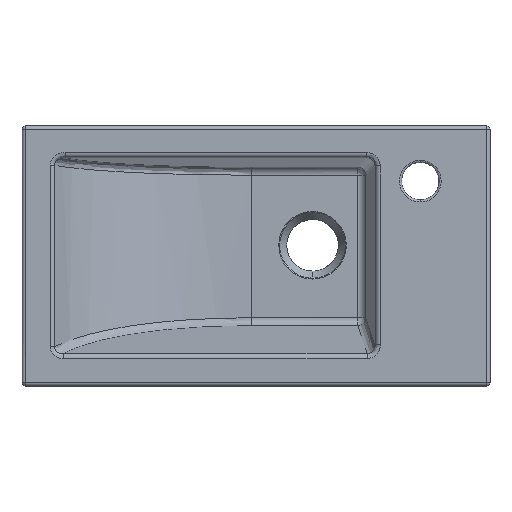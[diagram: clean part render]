
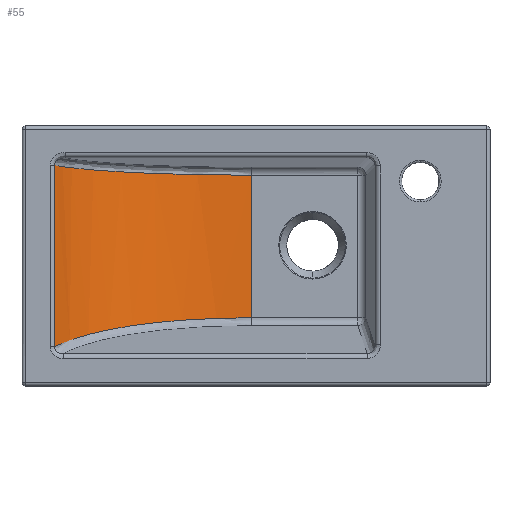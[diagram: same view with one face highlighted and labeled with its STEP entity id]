
A CAD part, top view. The second image highlights one B-rep face of the part: STEP entity #55.
In plain terms, the highlighted free-form (B-spline) face has degree [2, 3] with [5, 4] control points.
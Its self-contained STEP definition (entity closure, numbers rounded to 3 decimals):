
#55=ADVANCED_FACE('',(#204),#2167,.T.);
#204=FACE_OUTER_BOUND('',#356,.T.);
#356=EDGE_LOOP('',(#656,#657,#658,#659));
#656=ORIENTED_EDGE('',*,*,#1261,.T.);
#657=ORIENTED_EDGE('',*,*,#1308,.T.);
#658=ORIENTED_EDGE('',*,*,#1258,.T.);
#659=ORIENTED_EDGE('',*,*,#1301,.F.);
#1258=EDGE_CURVE('',#1970,#1968,#1576,.T.);
#1261=EDGE_CURVE('',#1975,#1974,#1579,.T.);
#1301=EDGE_CURVE('',#1975,#1968,#1618,.T.);
#1308=EDGE_CURVE('',#1974,#1970,#1625,.T.);
#1576=B_SPLINE_CURVE_WITH_KNOTS('',3,(#10918,#10919,#10920,#10921,#10922,
#10923,#10924,#10925,#10926,#10927,#10928,#10929,#10930,#10931,#10932,#10933,
#10934,#10935,#10936,#10937,#10938,#10939,#10940,#10941,#10942,#10943,#10944,
#10945,#10946,#10947,#10948,#10949,#10950,#10951),.UNSPECIFIED.,.F.,.F.,
(4,2,2,2,2,2,2,2,2,2,2,2,2,2,2,2,4),(-220.039,-206.287,
-202.849,-199.411,-192.534,-165.029,
-151.277,-147.839,-144.401,-137.525,-110.02,
-82.515,-68.762,-55.01,-41.257,
-27.505,0.),.UNSPECIFIED.);
#1579=B_SPLINE_CURVE_WITH_KNOTS('',3,(#10986,#10987,#10988,#10989,#10990,
#10991,#10992,#10993,#10994,#10995,#10996,#10997,#10998,#10999,#11000,#11001,
#11002,#11003,#11004,#11005,#11006,#11007,#11008,#11009,#11010,#11011,#11012,
#11013,#11014,#11015),.UNSPECIFIED.,.F.,.F.,(4,2,2,2,2,2,2,2,2,2,2,2,2,
2,4),(-217.865,-204.248,-190.632,-163.398,
-136.165,-122.549,-115.741,-108.932,
-81.699,-68.083,-61.274,-54.466,
-27.233,-13.617,0.),.UNSPECIFIED.);
#1618=B_SPLINE_CURVE_WITH_KNOTS('',3,(#11228,#11229,#11230,#11231),
 .UNSPECIFIED.,.F.,.F.,(4,4),(0.,137.074),.UNSPECIFIED.);
#1625=B_SPLINE_CURVE_WITH_KNOTS('',1,(#11316,#11317),.UNSPECIFIED.,.F.,
 .F.,(2,2),(0.,174.287),.UNSPECIFIED.);
#1968=VERTEX_POINT('',#10413);
#1970=VERTEX_POINT('',#10415);
#1974=VERTEX_POINT('',#10419);
#1975=VERTEX_POINT('',#10420);
#2167=(
BOUNDED_SURFACE()
B_SPLINE_SURFACE(2,3,((#3571,#3572,#3573,#3574),(#3575,#3576,#3577,#3578),
(#3579,#3580,#3581,#3582),(#3583,#3584,#3585,#3586),(#3587,#3588,#3589,
#3590)),.UNSPECIFIED.,.F.,.F.,.F.)
B_SPLINE_SURFACE_WITH_KNOTS((3,2,3),(4,4),(0.,2.425,244.887),
(0.,209.),.UNSPECIFIED.)
GEOMETRIC_REPRESENTATION_ITEM()
RATIONAL_B_SPLINE_SURFACE(((1.,1.,1.,1.),(1.,1.,1.,1.),(1.,1.,1.,1.),(0.866,
0.866,0.866,0.866),(1.,1.,1.,1.)))
REPRESENTATION_ITEM('')
SURFACE()
);
#3571=CARTESIAN_POINT('',(28.879,102.226,11.));
#3572=CARTESIAN_POINT('',(28.879,31.012,11.));
#3573=CARTESIAN_POINT('',(28.879,-40.203,11.));
#3574=CARTESIAN_POINT('',(28.879,-111.418,11.));
#3575=CARTESIAN_POINT('',(27.653,102.226,11.));
#3576=CARTESIAN_POINT('',(27.653,31.012,11.));
#3577=CARTESIAN_POINT('',(27.653,-40.203,11.));
#3578=CARTESIAN_POINT('',(27.653,-111.418,11.));
#3579=CARTESIAN_POINT('',(26.426,102.226,11.));
#3580=CARTESIAN_POINT('',(26.426,31.012,11.));
#3581=CARTESIAN_POINT('',(26.426,-40.203,11.));
#3582=CARTESIAN_POINT('',(26.426,-111.418,11.));
#3583=CARTESIAN_POINT('',(-115.217,102.226,11.));
#3584=CARTESIAN_POINT('',(-115.217,31.012,11.));
#3585=CARTESIAN_POINT('',(-115.217,-40.203,11.));
#3586=CARTESIAN_POINT('',(-115.217,-111.418,11.));
#3587=CARTESIAN_POINT('',(-168.333,102.226,101.));
#3588=CARTESIAN_POINT('',(-168.333,31.012,101.));
#3589=CARTESIAN_POINT('',(-168.333,-40.203,101.));
#3590=CARTESIAN_POINT('',(-168.333,-111.418,101.));
#10413=CARTESIAN_POINT('',(26.426,-65.146,11.));
#10415=CARTESIAN_POINT('',(-166.876,-93.677,98.589));
#10419=CARTESIAN_POINT('',(-166.876,84.484,98.589));
#10420=CARTESIAN_POINT('',(26.426,74.974,11.));
#10918=CARTESIAN_POINT('',(-166.876,-93.677,98.589));
#10919=CARTESIAN_POINT('',(-164.516,-92.453,94.774));
#10920=CARTESIAN_POINT('',(-161.965,-91.264,91.073));
#10921=CARTESIAN_POINT('',(-158.547,-89.82,86.583));
#10922=CARTESIAN_POINT('',(-157.851,-89.533,85.692));
#10923=CARTESIAN_POINT('',(-156.442,-88.965,83.929));
#10924=CARTESIAN_POINT('',(-155.728,-88.684,83.056));
#10925=CARTESIAN_POINT('',(-153.558,-87.849,80.465));
#10926=CARTESIAN_POINT('',(-152.074,-87.304,78.774));
#10927=CARTESIAN_POINT('',(-144.477,-84.629,70.487));
#10928=CARTESIAN_POINT('',(-137.831,-82.657,64.403));
#10929=CARTESIAN_POINT('',(-127.101,-79.929,56.007));
#10930=CARTESIAN_POINT('',(-123.396,-79.058,53.331));
#10931=CARTESIAN_POINT('',(-118.611,-78.015,50.134));
#10932=CARTESIAN_POINT('',(-117.646,-77.809,49.502));
#10933=CARTESIAN_POINT('',(-115.709,-77.403,48.257));
#10934=CARTESIAN_POINT('',(-114.735,-77.203,47.644));
#10935=CARTESIAN_POINT('',(-111.801,-76.611,45.832));
#10936=CARTESIAN_POINT('',(-109.826,-76.228,44.66));
#10937=CARTESIAN_POINT('',(-99.863,-74.367,38.97));
#10938=CARTESIAN_POINT('',(-91.609,-73.053,34.965));
#10939=CARTESIAN_POINT('',(-74.603,-70.738,27.919));
#10940=CARTESIAN_POINT('',(-65.85,-69.736,24.878));
#10941=CARTESIAN_POINT('',(-52.37,-68.454,20.992));
#10942=CARTESIAN_POINT('',(-47.847,-68.066,19.818));
#10943=CARTESIAN_POINT('',(-38.751,-67.366,17.699));
#10944=CARTESIAN_POINT('',(-34.178,-67.053,16.755));
#10945=CARTESIAN_POINT('',(-24.98,-66.501,15.087));
#10946=CARTESIAN_POINT('',(-20.356,-66.261,14.362));
#10947=CARTESIAN_POINT('',(-11.061,-65.851,13.126));
#10948=CARTESIAN_POINT('',(-6.386,-65.682,12.614));
#10949=CARTESIAN_POINT('',(7.643,-65.277,11.395));
#10950=CARTESIAN_POINT('',(17.022,-65.146,11.));
#10951=CARTESIAN_POINT('',(26.426,-65.146,11.));
#10986=CARTESIAN_POINT('',(26.426,74.974,11.));
#10987=CARTESIAN_POINT('',(21.759,74.974,11.));
#10988=CARTESIAN_POINT('',(17.091,74.984,11.098));
#10989=CARTESIAN_POINT('',(7.8,75.028,11.492));
#10990=CARTESIAN_POINT('',(3.173,75.061,11.788));
#10991=CARTESIAN_POINT('',(-10.655,75.192,12.977));
#10992=CARTESIAN_POINT('',(-19.802,75.324,14.171));
#10993=CARTESIAN_POINT('',(-37.94,75.682,17.416));
#10994=CARTESIAN_POINT('',(-46.933,75.908,19.466));
#10995=CARTESIAN_POINT('',(-60.292,76.325,23.259));
#10996=CARTESIAN_POINT('',(-64.723,76.478,24.643));
#10997=CARTESIAN_POINT('',(-71.335,76.727,26.915));
#10998=CARTESIAN_POINT('',(-73.528,76.814,27.703));
#10999=CARTESIAN_POINT('',(-77.877,76.993,29.336));
#11000=CARTESIAN_POINT('',(-80.036,77.086,30.183));
#11001=CARTESIAN_POINT('',(-90.742,77.566,34.565));
#11002=CARTESIAN_POINT('',(-99.038,78.001,38.549));
#11003=CARTESIAN_POINT('',(-111.034,78.74,45.328));
#11004=CARTESIAN_POINT('',(-114.957,79.001,47.723));
#11005=CARTESIAN_POINT('',(-120.72,79.415,51.532));
#11006=CARTESIAN_POINT('',(-122.621,79.557,52.839));
#11007=CARTESIAN_POINT('',(-126.379,79.849,55.528));
#11008=CARTESIAN_POINT('',(-128.238,79.999,56.912));
#11009=CARTESIAN_POINT('',(-137.406,80.769,64.021));
#11010=CARTESIAN_POINT('',(-144.176,81.436,70.188));
#11011=CARTESIAN_POINT('',(-153.414,82.515,80.221));
#11012=CARTESIAN_POINT('',(-156.339,82.889,83.696));
#11013=CARTESIAN_POINT('',(-161.862,83.664,90.926));
#11014=CARTESIAN_POINT('',(-164.459,84.066,94.681));
#11015=CARTESIAN_POINT('',(-166.876,84.484,98.589));
#11228=CARTESIAN_POINT('',(26.426,74.974,11.));
#11229=CARTESIAN_POINT('',(26.426,28.267,11.));
#11230=CARTESIAN_POINT('',(26.426,-18.439,11.));
#11231=CARTESIAN_POINT('',(26.426,-65.146,11.));
#11316=CARTESIAN_POINT('',(-166.876,84.484,98.589));
#11317=CARTESIAN_POINT('',(-166.876,-93.677,98.589));
